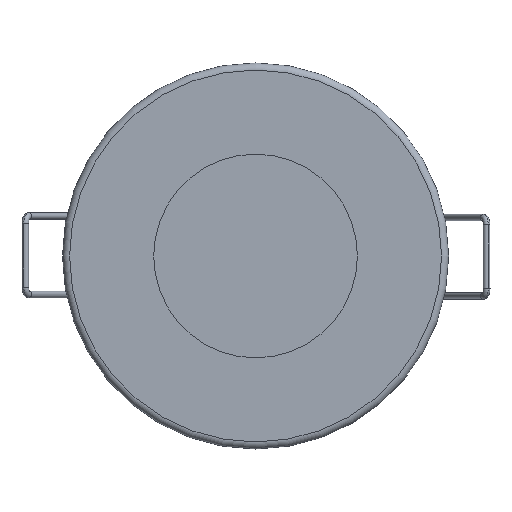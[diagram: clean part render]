
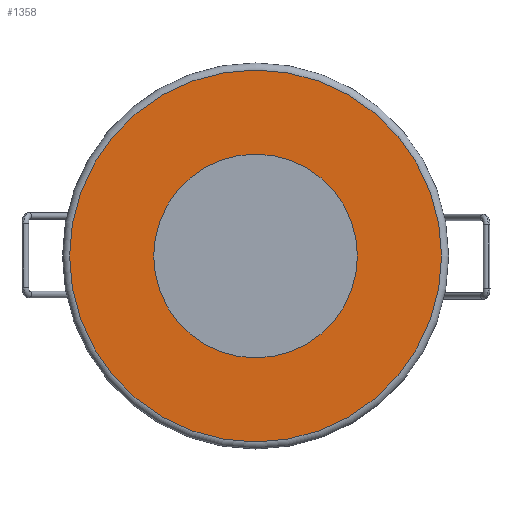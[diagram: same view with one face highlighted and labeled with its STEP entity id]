
A CAD part, front view. The second image highlights one B-rep face of the part: STEP entity #1358.
In plain terms, the highlighted face is planar.
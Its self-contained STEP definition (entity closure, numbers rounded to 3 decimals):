
#32 = DIRECTION ( 'NONE',  ( 0., 0., -1. ) ) ;
#435 = ORIENTED_EDGE ( 'NONE', *, *, #779, .T. ) ;
#779 = EDGE_CURVE ( 'NONE', #4026, #4026, #1394, .T. ) ;
#811 = CIRCLE ( 'NONE', #6219, 21.5 ) ;
#837 = DIRECTION ( 'NONE',  ( 0., 0., -1. ) ) ;
#929 = VERTEX_POINT ( 'NONE', #3995 ) ;
#994 = PLANE ( 'NONE',  #1184 ) ;
#1184 = AXIS2_PLACEMENT_3D ( 'NONE', #2057, #3289, #3754 ) ;
#1358 = ADVANCED_FACE ( 'NONE', ( #5660, #6292 ), #994, .F. ) ;
#1394 = CIRCLE ( 'NONE', #2373, 39.25 ) ;
#2057 = CARTESIAN_POINT ( 'NONE',  ( 0., 0., -5. ) ) ;
#2167 = DIRECTION ( 'NONE',  ( 0., 1., 0. ) ) ;
#2319 = EDGE_CURVE ( 'NONE', #929, #929, #811, .T. ) ;
#2373 = AXIS2_PLACEMENT_3D ( 'NONE', #4770, #32, #2167 ) ;
#2485 = EDGE_LOOP ( 'NONE', ( #435 ) ) ;
#3289 = DIRECTION ( 'NONE',  ( 0., 0., 1. ) ) ;
#3523 = CARTESIAN_POINT ( 'NONE',  ( 0., 0., -5. ) ) ;
#3754 = DIRECTION ( 'NONE',  ( 0., 1., 0. ) ) ;
#3933 = CARTESIAN_POINT ( 'NONE',  ( 0., 39.25, -5. ) ) ;
#3995 = CARTESIAN_POINT ( 'NONE',  ( 0., -21.5, -5. ) ) ;
#4026 = VERTEX_POINT ( 'NONE', #3933 ) ;
#4112 = EDGE_LOOP ( 'NONE', ( #5581 ) ) ;
#4509 = DIRECTION ( 'NONE',  ( 0., -1., 0. ) ) ;
#4770 = CARTESIAN_POINT ( 'NONE',  ( 0., 0., -5. ) ) ;
#5581 = ORIENTED_EDGE ( 'NONE', *, *, #2319, .F. ) ;
#5660 = FACE_BOUND ( 'NONE', #4112, .T. ) ;
#6219 = AXIS2_PLACEMENT_3D ( 'NONE', #3523, #837, #4509 ) ;
#6292 = FACE_OUTER_BOUND ( 'NONE', #2485, .T. ) ;
